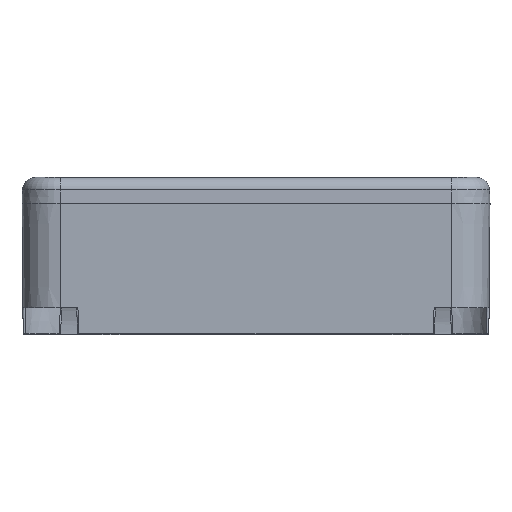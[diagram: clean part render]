
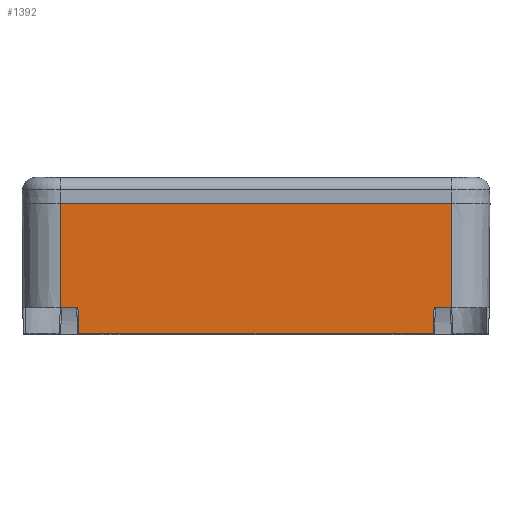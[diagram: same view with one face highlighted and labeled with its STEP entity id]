
A CAD part, top view. The second image highlights one B-rep face of the part: STEP entity #1392.
In plain terms, the highlighted planar face has unit normal (0, -0.009, 1).
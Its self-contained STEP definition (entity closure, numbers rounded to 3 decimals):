
#93 = CARTESIAN_POINT ( 'NONE',  ( 15., 10., 17.944 ) ) ;
#268 = VERTEX_POINT ( 'NONE', #3640 ) ;
#374 = CARTESIAN_POINT ( 'NONE',  ( -13.632, 1.349, 17.869 ) ) ;
#499 = CARTESIAN_POINT ( 'NONE',  ( -13.583, 0., 17.857 ) ) ;
#601 = CARTESIAN_POINT ( 'NONE',  ( -15., 0., 17.857 ) ) ;
#703 = CARTESIAN_POINT ( 'NONE',  ( -13.608, 0.682, 17.863 ) ) ;
#860 = DIRECTION ( 'NONE',  ( 1., 0., 0. ) ) ;
#879 = VECTOR ( 'NONE', #6691, 1000. ) ;
#992 = ORIENTED_EDGE ( 'NONE', *, *, #5444, .T. ) ;
#1313 = EDGE_CURVE ( 'NONE', #268, #3667, #5560, .T. ) ;
#1392 = ADVANCED_FACE ( 'NONE', ( #6937 ), #6004, .T. ) ;
#1585 = VERTEX_POINT ( 'NONE', #5501 ) ;
#1586 = CARTESIAN_POINT ( 'NONE',  ( 15., 2., 17.875 ) ) ;
#1690 = CARTESIAN_POINT ( 'NONE',  ( -13.583, 0., 17.857 ) ) ;
#1726 = CARTESIAN_POINT ( 'NONE',  ( 15., 2., 17.875 ) ) ;
#1988 = CARTESIAN_POINT ( 'NONE',  ( 15., 0., 17.857 ) ) ;
#1995 = EDGE_CURVE ( 'NONE', #2185, #1585, #2780, .T. ) ;
#2014 = EDGE_CURVE ( 'NONE', #3667, #2185, #6398, .T. ) ;
#2078 = ORIENTED_EDGE ( 'NONE', *, *, #1313, .F. ) ;
#2091 = VERTEX_POINT ( 'NONE', #4905 ) ;
#2185 = VERTEX_POINT ( 'NONE', #1726 ) ;
#2376 = CARTESIAN_POINT ( 'NONE',  ( -13.657, 2., 17.875 ) ) ;
#2525 = CARTESIAN_POINT ( 'NONE',  ( 15., 0., 17.857 ) ) ;
#2566 = DIRECTION ( 'NONE',  ( -1., 0., 0. ) ) ;
#2624 = DIRECTION ( 'NONE',  ( 0., -0.009, 1. ) ) ;
#2702 = CARTESIAN_POINT ( 'NONE',  ( 15., 0., 17.857 ) ) ;
#2780 = LINE ( 'NONE', #6448, #4418 ) ;
#3029 = CARTESIAN_POINT ( 'NONE',  ( 13.62, 1.023, 17.866 ) ) ;
#3080 = DIRECTION ( 'NONE',  ( 0., -1., -0.009 ) ) ;
#3150 = DIRECTION ( 'NONE',  ( 0., -1., -0.009 ) ) ;
#3186 = VERTEX_POINT ( 'NONE', #5267 ) ;
#3312 = VECTOR ( 'NONE', #4153, 1000. ) ;
#3536 = CARTESIAN_POINT ( 'NONE',  ( 13.657, 2., 17.875 ) ) ;
#3565 = EDGE_CURVE ( 'NONE', #4389, #3186, #3954, .T. ) ;
#3604 = CARTESIAN_POINT ( 'NONE',  ( -15., 10., 17.944 ) ) ;
#3640 = CARTESIAN_POINT ( 'NONE',  ( -15., 10., 17.944 ) ) ;
#3667 = VERTEX_POINT ( 'NONE', #93 ) ;
#3762 = EDGE_CURVE ( 'NONE', #3186, #1585, #5704, .T. ) ;
#3942 = CARTESIAN_POINT ( 'NONE',  ( -13.657, 2., 17.875 ) ) ;
#3954 = LINE ( 'NONE', #1988, #6275 ) ;
#4052 = CARTESIAN_POINT ( 'NONE',  ( -13.644, 1.674, 17.872 ) ) ;
#4136 = CARTESIAN_POINT ( 'NONE',  ( 13.583, 0., 17.857 ) ) ;
#4153 = DIRECTION ( 'NONE',  ( 1., 0., 0. ) ) ;
#4291 = ORIENTED_EDGE ( 'NONE', *, *, #2014, .F. ) ;
#4309 = EDGE_LOOP ( 'NONE', ( #5194, #6068, #6911, #4291, #2078, #6420, #4561, #992 ) ) ;
#4383 = CARTESIAN_POINT ( 'NONE',  ( -13.62, 1.023, 17.866 ) ) ;
#4389 = VERTEX_POINT ( 'NONE', #499 ) ;
#4418 = VECTOR ( 'NONE', #2566, 1000. ) ;
#4520 = CARTESIAN_POINT ( 'NONE',  ( -13.595, 0.341, 17.86 ) ) ;
#4537 = LINE ( 'NONE', #601, #879 ) ;
#4561 = ORIENTED_EDGE ( 'NONE', *, *, #6783, .F. ) ;
#4601 = AXIS2_PLACEMENT_3D ( 'NONE', #2702, #2624, #3150 ) ;
#4905 = CARTESIAN_POINT ( 'NONE',  ( -15., 2., 17.875 ) ) ;
#4972 = B_SPLINE_CURVE_WITH_KNOTS ( 'NONE', 3,
 ( #2376, #4052, #374, #4383, #703, #4520, #1690 ),
 .UNSPECIFIED., .F., .F.,
 ( 4, 3, 4 ),
 ( 0., 0.001, 0.002 ),
 .UNSPECIFIED. ) ;
#4980 = EDGE_CURVE ( 'NONE', #268, #2091, #4537, .T. ) ;
#5131 = CARTESIAN_POINT ( 'NONE',  ( 13.632, 1.349, 17.869 ) ) ;
#5189 = CARTESIAN_POINT ( 'NONE',  ( 13.595, 0.341, 17.86 ) ) ;
#5194 = ORIENTED_EDGE ( 'NONE', *, *, #3565, .T. ) ;
#5267 = CARTESIAN_POINT ( 'NONE',  ( 13.583, 0., 17.857 ) ) ;
#5444 = EDGE_CURVE ( 'NONE', #5636, #4389, #4972, .T. ) ;
#5501 = CARTESIAN_POINT ( 'NONE',  ( 13.657, 2., 17.875 ) ) ;
#5560 = LINE ( 'NONE', #3604, #3312 ) ;
#5636 = VERTEX_POINT ( 'NONE', #3942 ) ;
#5704 = B_SPLINE_CURVE_WITH_KNOTS ( 'NONE', 3,
 ( #4136, #5189, #6327, #3029, #5131, #6863, #3536 ),
 .UNSPECIFIED., .F., .F.,
 ( 4, 3, 4 ),
 ( 0., 0.001, 0.002 ),
 .UNSPECIFIED. ) ;
#6004 = PLANE ( 'NONE',  #4601 ) ;
#6068 = ORIENTED_EDGE ( 'NONE', *, *, #3762, .T. ) ;
#6233 = VECTOR ( 'NONE', #3080, 1000. ) ;
#6275 = VECTOR ( 'NONE', #860, 1000. ) ;
#6327 = CARTESIAN_POINT ( 'NONE',  ( 13.608, 0.682, 17.863 ) ) ;
#6398 = LINE ( 'NONE', #2525, #6233 ) ;
#6420 = ORIENTED_EDGE ( 'NONE', *, *, #4980, .T. ) ;
#6448 = CARTESIAN_POINT ( 'NONE',  ( 15., 2., 17.875 ) ) ;
#6466 = VECTOR ( 'NONE', #6489, 1000. ) ;
#6489 = DIRECTION ( 'NONE',  ( -1., 0., 0. ) ) ;
#6647 = LINE ( 'NONE', #1586, #6466 ) ;
#6691 = DIRECTION ( 'NONE',  ( 0., -1., -0.009 ) ) ;
#6783 = EDGE_CURVE ( 'NONE', #5636, #2091, #6647, .T. ) ;
#6863 = CARTESIAN_POINT ( 'NONE',  ( 13.644, 1.674, 17.872 ) ) ;
#6911 = ORIENTED_EDGE ( 'NONE', *, *, #1995, .F. ) ;
#6937 = FACE_OUTER_BOUND ( 'NONE', #4309, .T. ) ;
